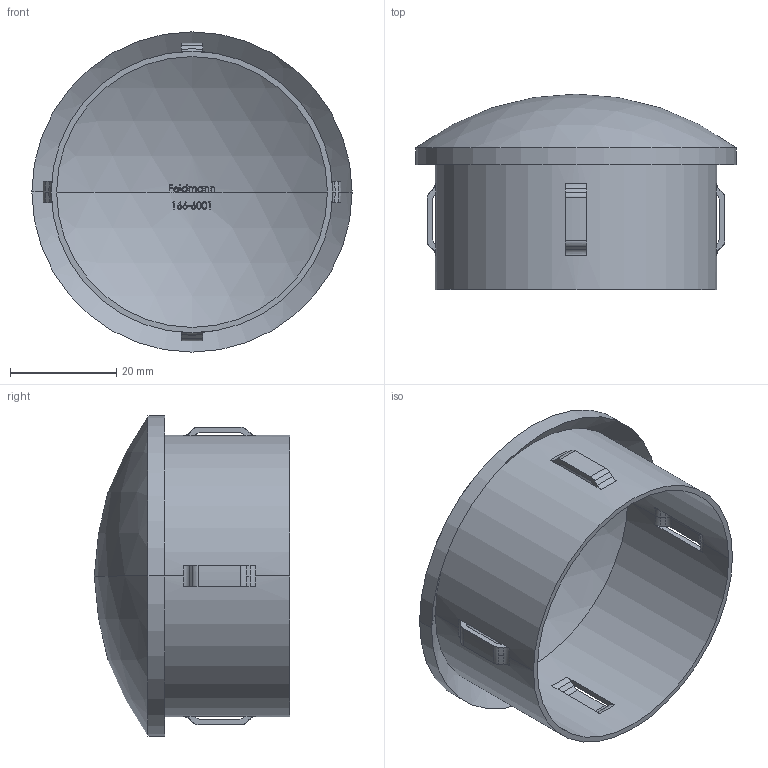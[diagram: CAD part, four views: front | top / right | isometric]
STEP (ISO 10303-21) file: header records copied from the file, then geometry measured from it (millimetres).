
FILE_DESCRIPTION (( 'STEP AP203' ), '1' );
FILE_NAME ('166-6001.step', '2019-09-13T12:01:49', ( '' ), ( '' ), 'SwSTEP 2.0', 'SolidWorks 2015', '' );
FILE_SCHEMA (( 'CONFIG_CONTROL_DESIGN' ));
Length unit declared in the file: millimetre
Products named in the file (1): 166-6001
Bounding box: 60.3 x 36.8 x 60.3 mm (x, y, z)
Volume: 12353.8 mm3; surface area: 15863.7 mm2
Topology: 1 solids, 1 shells, 304 faces, 835 edges, 538 vertices
Faces by surface type: plane 96, bspline 93, torus 40, sphere 39, cone 20, cylinder 16
Entity records: 14104 total; most frequent: CARTESIAN_POINT 6912, ORIENTED_EDGE 1670, DIRECTION 1238, EDGE_CURVE 835, VERTEX_POINT 538, AXIS2_PLACEMENT_3D 501, EDGE_LOOP 325, B_SPLINE_CURVE_WITH_KNOTS 310
